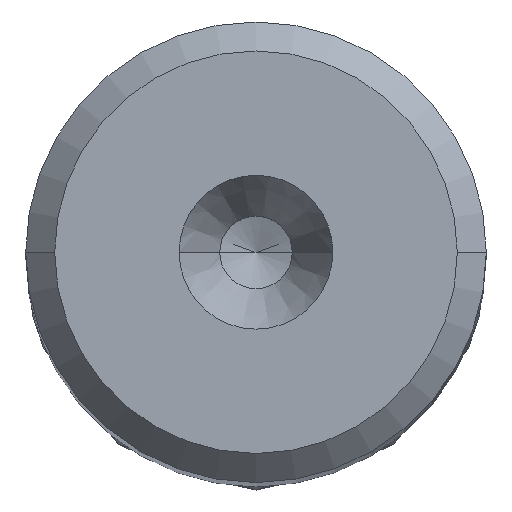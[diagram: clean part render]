
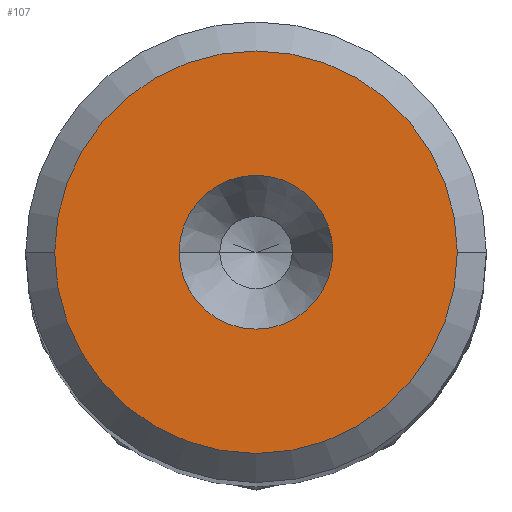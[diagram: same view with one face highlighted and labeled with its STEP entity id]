
A CAD part, top view. The second image highlights one B-rep face of the part: STEP entity #107.
In plain terms, the highlighted planar face has unit normal (0, 0, 1).
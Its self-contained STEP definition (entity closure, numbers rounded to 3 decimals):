
#87=PLANE('',#548);
#89=FACE_BOUND('',#166,.T.);
#90=FACE_BOUND('',#167,.T.);
#107=ADVANCED_FACE('',(#89,#90),#87,.T.);
#166=EDGE_LOOP('',(#197,#198,#199,#200));
#167=EDGE_LOOP('',(#201,#202));
#197=ORIENTED_EDGE('',*,*,#352,.T.);
#198=ORIENTED_EDGE('',*,*,#353,.T.);
#199=ORIENTED_EDGE('',*,*,#354,.T.);
#200=ORIENTED_EDGE('',*,*,#355,.T.);
#201=ORIENTED_EDGE('',*,*,#356,.T.);
#202=ORIENTED_EDGE('',*,*,#357,.T.);
#315=VERTEX_POINT('',#856);
#316=VERTEX_POINT('',#857);
#317=VERTEX_POINT('',#859);
#318=VERTEX_POINT('',#861);
#319=VERTEX_POINT('',#864);
#320=VERTEX_POINT('',#865);
#352=EDGE_CURVE('',#315,#316,#440,.T.);
#353=EDGE_CURVE('',#316,#317,#441,.T.);
#354=EDGE_CURVE('',#317,#318,#442,.T.);
#355=EDGE_CURVE('',#318,#315,#443,.T.);
#356=EDGE_CURVE('',#319,#320,#444,.T.);
#357=EDGE_CURVE('',#320,#319,#445,.T.);
#440=CIRCLE('',#542,6.937);
#441=CIRCLE('',#543,6.937);
#442=CIRCLE('',#544,6.937);
#443=CIRCLE('',#545,6.937);
#444=CIRCLE('',#546,2.65);
#445=CIRCLE('',#547,2.65);
#542=AXIS2_PLACEMENT_3D('',#855,#635,#636);
#543=AXIS2_PLACEMENT_3D('',#858,#637,#638);
#544=AXIS2_PLACEMENT_3D('',#860,#639,#640);
#545=AXIS2_PLACEMENT_3D('',#862,#641,#642);
#546=AXIS2_PLACEMENT_3D('',#863,#643,#644);
#547=AXIS2_PLACEMENT_3D('',#866,#645,#646);
#548=AXIS2_PLACEMENT_3D('',#867,#647,#648);
#635=DIRECTION('',(0.,0.,1.));
#636=DIRECTION('',(0.,1.,0.));
#637=DIRECTION('',(0.,0.,1.));
#638=DIRECTION('',(-1.,0.,0.));
#639=DIRECTION('',(0.,0.,1.));
#640=DIRECTION('',(0.,-1.,0.));
#641=DIRECTION('',(0.,0.,1.));
#642=DIRECTION('',(1.,0.,0.));
#643=DIRECTION('',(0.,0.,-1.));
#644=DIRECTION('',(-1.,0.,0.));
#645=DIRECTION('',(0.,0.,-1.));
#646=DIRECTION('',(1.,0.,0.));
#647=DIRECTION('',(0.,0.,1.));
#648=DIRECTION('',(-1.,0.,0.));
#855=CARTESIAN_POINT('',(0.,0.,0.));
#856=CARTESIAN_POINT('',(0.,6.937,0.));
#857=CARTESIAN_POINT('',(-6.937,0.,0.));
#858=CARTESIAN_POINT('',(0.,0.,0.));
#859=CARTESIAN_POINT('',(0.,-6.937,0.));
#860=CARTESIAN_POINT('',(0.,0.,0.));
#861=CARTESIAN_POINT('',(6.937,0.,0.));
#862=CARTESIAN_POINT('',(0.,0.,0.));
#863=CARTESIAN_POINT('',(0.,0.,0.));
#864=CARTESIAN_POINT('',(-2.65,0.,0.));
#865=CARTESIAN_POINT('',(2.65,0.,0.));
#866=CARTESIAN_POINT('',(0.,0.,0.));
#867=CARTESIAN_POINT('',(0.,0.,0.));
